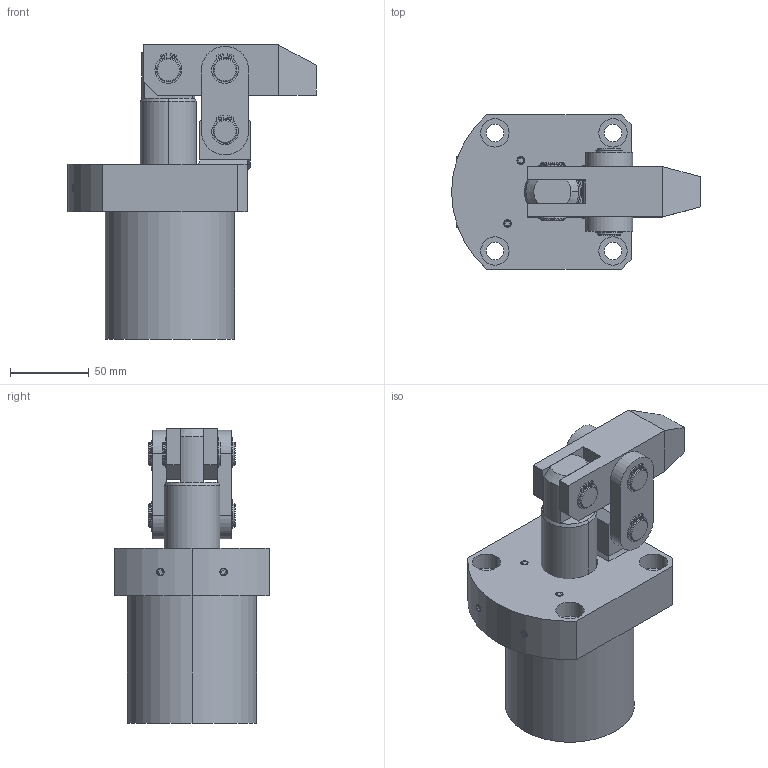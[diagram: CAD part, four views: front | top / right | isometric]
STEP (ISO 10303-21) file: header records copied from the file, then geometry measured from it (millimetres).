
FILE_DESCRIPTION (( 'STEP AP214' ), '1' );
FILE_NAME ('CHLC-FAM63.STEP', '2019-04-20T02:02:50', ( '' ), ( '' ), 'SwSTEP 2.0', 'SolidWorks 2016', '' );
FILE_SCHEMA (( 'AUTOMOTIVE_DESIGN' ));
Length unit declared in the file: millimetre
Products named in the file (9): socket set screw flat point_iso_ISO 4026 - M5 x 6-S; CHLC-63-05; CHLC-63-01; CHLC-63-07; CHLC-63-04; CHLC-63-03; CHLC-63-02; CHLC-FAM63BT_默认[按加工]; CHLC-FAM63
Assembly tree (18 placements, depth 2):
  CHLC-FAM63
    CHLC-FAM63BT_默认[按加工]
    CHLC-63-02
    CHLC-63-03  x2
    CHLC-63-04  x2
    CHLC-63-07  x6
    CHLC-63-01
    CHLC-63-05
    socket set screw flat point_iso_ISO 4026 - M5 x 6-S  x4
Bounding box: 158 x 98 x 187 mm (x, y, z)
Volume: 798594.9 mm3; surface area: 147438.6 mm2
Topology: 21 solids, 21 shells, 615 faces, 1525 edges, 984 vertices
Faces by surface type: cylinder 264, cone 181, plane 166, torus 4
Entity records: 9756 total; most frequent: CARTESIAN_POINT 2504, DIRECTION 1575, ORIENTED_EDGE 1318, EDGE_CURVE 659, AXIS2_PLACEMENT_3D 627, VERTEX_POINT 426, EDGE_LOOP 331, CIRCLE 326
